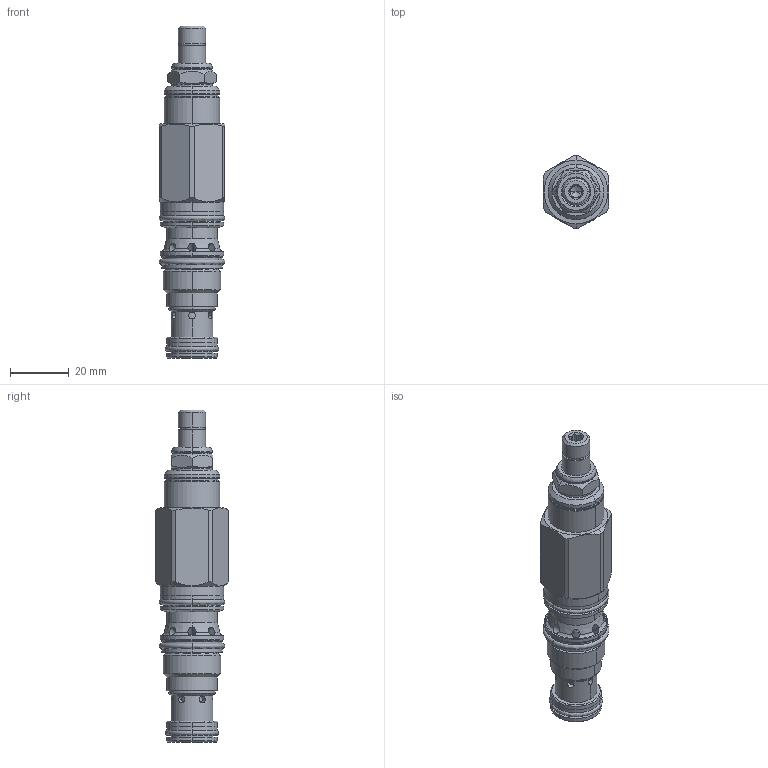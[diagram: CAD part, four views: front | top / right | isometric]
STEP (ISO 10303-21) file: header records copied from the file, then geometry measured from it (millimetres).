
FILE_DESCRIPTION((''),'2;1');
FILE_NAME('HRDB-LAN_PRT','2016-12-20T',('Administrator'),(''),'PRO/ENGINEER BY PARAMETRIC TECHNOLOGY CORPORATION, 2006240','PRO/ENGINEER BY PARAMETRIC TECHNOLOGY CORPORATION, 2006240','');
FILE_SCHEMA(('CONFIG_CONTROL_DESIGN'));
Length unit declared in the file: inch
Products named in the file (1): HRDB-LAN_PRT
Bounding box: 22.55 x 24.84 x 113.51 mm (x, y, z)
Volume: 29943.5 mm3; surface area: 11487.9 mm2
Topology: 5 solids, 5 shells, 339 faces, 819 edges, 509 vertices
Faces by surface type: cylinder 153, plane 65, cone 56, torus 45, revolution 12, sphere 8
Entity records: 13763 total; most frequent: CARTESIAN_POINT 5949, ORIENTED_EDGE 1634, DIRECTION 1603, EDGE_CURVE 817, AXIS2_PLACEMENT_3D 679, VERTEX_POINT 509, EDGE_LOOP 382, CIRCLE 352
